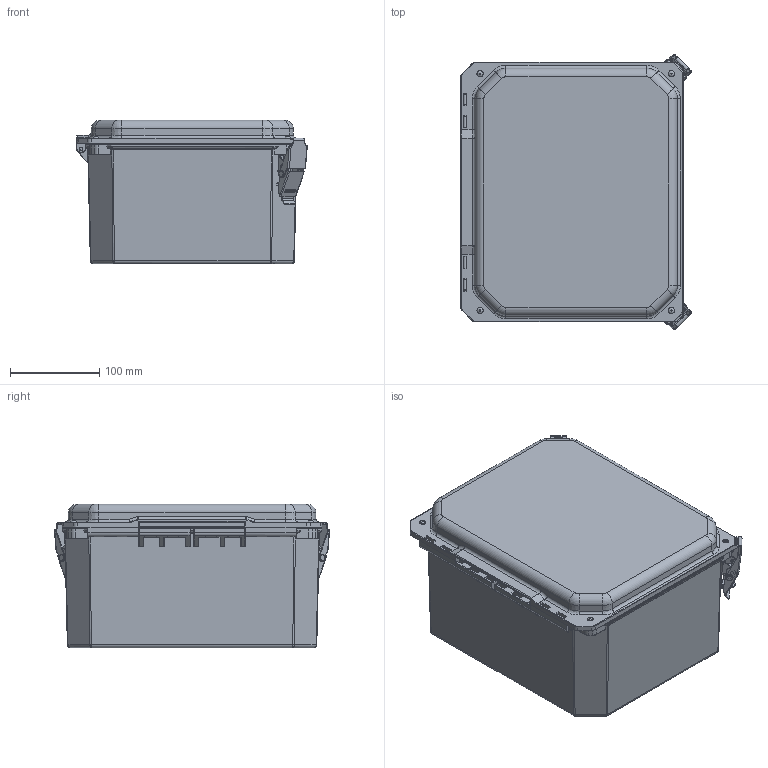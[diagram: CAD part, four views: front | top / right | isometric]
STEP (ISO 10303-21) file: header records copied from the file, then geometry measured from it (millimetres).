
FILE_DESCRIPTION (( 'STEP AP214' ), '1' );
FILE_NAME ('FRCC100806HPL.STEP', '2018-11-01T19:00:03', ( '' ), ( '' ), 'SwSTEP 2.0', 'SolidWorks 2018', '' );
FILE_SCHEMA (( 'AUTOMOTIVE_DESIGN' ));
Length unit declared in the file: inch
Products named in the file (1): FRCC100806HPL
Bounding box: 257.74 x 307.64 x 160.32 mm (x, y, z)
Volume: 1032216.7 mm3; surface area: 632915.4 mm2
Topology: 29 solids, 29 shells, 2200 faces, 5374 edges, 3188 vertices
Faces by surface type: cylinder 878, plane 656, bspline 544, cone 102, torus 20
Full cylindrical faces by diameter (mm): 3.429 x20, 3.48 x4, 3.81 x4, 3.861 x8, 3.962 x12, 5.3 x4, 5.563 x4, 6.248 x12, 6.401 x4, 7.62 x4, 7.925 x4, 9.525 x2
Entity records: 116550 total; most frequent: CARTESIAN_POINT 42285, ORIENTED_EDGE 10250, DIRECTION 7684, EDGE_CURVE 5125, VERTEX_POINT 3141, AXIS2_PLACEMENT_3D 2648, EDGE_LOOP 2472, LINE 2388
